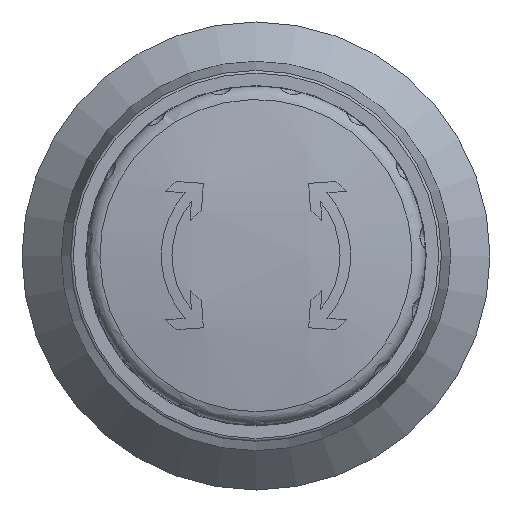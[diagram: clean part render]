
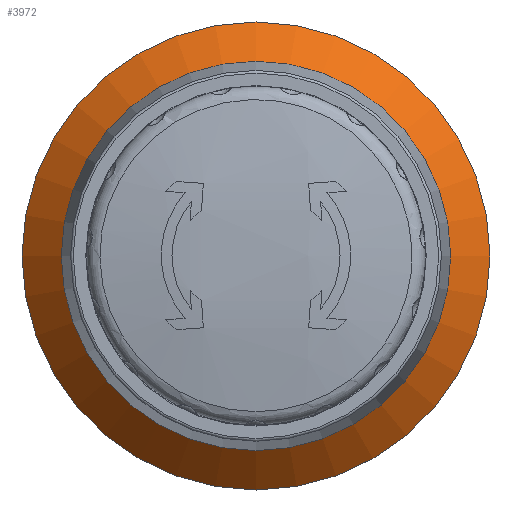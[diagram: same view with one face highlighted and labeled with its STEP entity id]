
A CAD part, top view. The second image highlights one B-rep face of the part: STEP entity #3972.
In plain terms, the highlighted conical face has half-angle 45 degrees and reference radius 20.15 mm.
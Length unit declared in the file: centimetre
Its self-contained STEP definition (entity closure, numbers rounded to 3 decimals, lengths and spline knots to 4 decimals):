
#50=CONICAL_SURFACE('',#4378,2.015,45.);
#114=FACE_BOUND('',#644,.T.);
#386=FACE_OUTER_BOUND('',#643,.T.);
#643=EDGE_LOOP('',(#3238));
#644=EDGE_LOOP('',(#3239));
#1004=CIRCLE('',#4375,1.83);
#1006=CIRCLE('',#4379,2.2);
#1807=VERTEX_POINT('',#7373);
#1809=VERTEX_POINT('',#7379);
#2313=EDGE_CURVE('',#1807,#1807,#1004,.T.);
#2315=EDGE_CURVE('',#1809,#1809,#1006,.T.);
#3238=ORIENTED_EDGE('',*,*,#2315,.F.);
#3239=ORIENTED_EDGE('',*,*,#2313,.T.);
#3972=ADVANCED_FACE('',(#386,#114),#50,.T.);
#4375=AXIS2_PLACEMENT_3D('',#7374,#5276,#5277);
#4378=AXIS2_PLACEMENT_3D('',#7378,#5282,#5283);
#4379=AXIS2_PLACEMENT_3D('',#7380,#5284,#5285);
#5276=DIRECTION('center_axis',(0.,0.,
-1.));
#5277=DIRECTION('ref_axis',(-1.,0.,0.));
#5282=DIRECTION('center_axis',(0.,0.,
-1.));
#5283=DIRECTION('ref_axis',(-1.,0.,0.));
#5284=DIRECTION('center_axis',(0.,0.,
-1.));
#5285=DIRECTION('ref_axis',(-1.,0.,0.));
#7373=CARTESIAN_POINT('',(-1.83,0.,-0.923));
#7374=CARTESIAN_POINT('Origin',(0.,0.,
-0.923));
#7378=CARTESIAN_POINT('Origin',(0.,0.,
-1.108));
#7379=CARTESIAN_POINT('',(-2.2,0.,-1.293));
#7380=CARTESIAN_POINT('Origin',(0.,0.,
-1.293));
